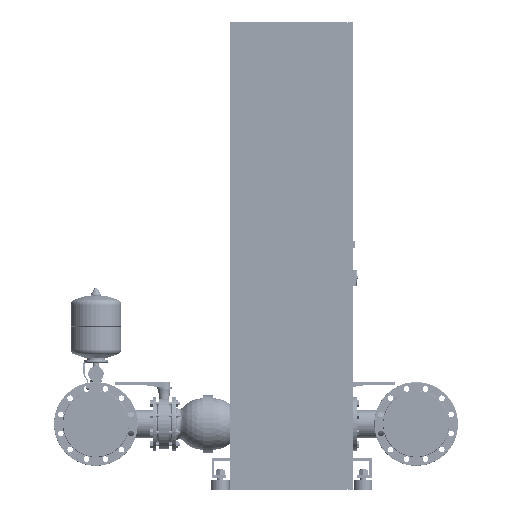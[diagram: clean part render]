
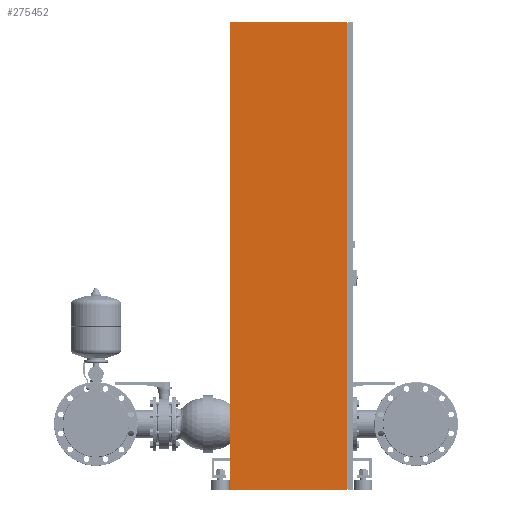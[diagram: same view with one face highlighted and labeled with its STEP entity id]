
A CAD part, left-side view. The second image highlights one B-rep face of the part: STEP entity #275452.
In plain terms, the highlighted planar face has unit normal (-1, 0, 0).
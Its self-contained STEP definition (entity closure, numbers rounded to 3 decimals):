
#275413=CARTESIAN_POINT('',(-1150.0,250.0,0.0));
#275414=DIRECTION('',(-1.0,0.0,0.0));
#275415=DIRECTION('',(0.0,-1.0,0.0));
#275416=AXIS2_PLACEMENT_3D('',#275413,#275414,#275415);
#275417=PLANE('',#275416);
#275418=CARTESIAN_POINT('',(-1150.0,-225.0,0.));
#275419=VERTEX_POINT('',#275418);
#275420=CARTESIAN_POINT('',(-1150.,-225.,1900.0));
#275421=VERTEX_POINT('',#275420);
#275422=CARTESIAN_POINT('',(-1150.0,-225.0,0.));
#275423=DIRECTION('',(0.0,0.0,1.0));
#275424=VECTOR('',#275423,1900.0);
#275425=LINE('',#275422,#275424);
#275426=EDGE_CURVE('',#275419,#275421,#275425,.T.);
#275427=ORIENTED_EDGE('',*,*,#275426,.T.);
#275428=CARTESIAN_POINT('',(-1150.,250.,1900.0));
#275429=VERTEX_POINT('',#275428);
#275430=CARTESIAN_POINT('',(-1150.,250.,1900.0));
#275431=DIRECTION('',(0.0,-1.0,0.0));
#275432=VECTOR('',#275431,475.0);
#275433=LINE('',#275430,#275432);
#275434=EDGE_CURVE('',#275429,#275421,#275433,.T.);
#275435=ORIENTED_EDGE('',*,*,#275434,.F.);
#275436=CARTESIAN_POINT('',(-1150.0,250.0,0.0));
#275437=VERTEX_POINT('',#275436);
#275438=CARTESIAN_POINT('',(-1150.,250.,1900.0));
#275439=DIRECTION('',(0.0,0.0,-1.0));
#275440=VECTOR('',#275439,1900.0);
#275441=LINE('',#275438,#275440);
#275442=EDGE_CURVE('',#275429,#275437,#275441,.T.);
#275443=ORIENTED_EDGE('',*,*,#275442,.T.);
#275444=CARTESIAN_POINT('',(-1150.0,250.0,0.0));
#275445=DIRECTION('',(0.0,-1.0,0.0));
#275446=VECTOR('',#275445,475.0);
#275447=LINE('',#275444,#275446);
#275448=EDGE_CURVE('',#275437,#275419,#275447,.T.);
#275449=ORIENTED_EDGE('',*,*,#275448,.T.);
#275450=EDGE_LOOP('',(#275427,#275435,#275443,#275449));
#275451=FACE_OUTER_BOUND('',#275450,.T.);
#275452=ADVANCED_FACE('',(#275451),#275417,.T.);
